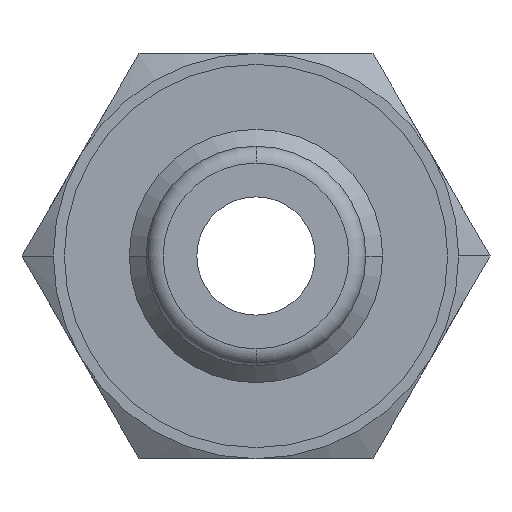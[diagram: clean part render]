
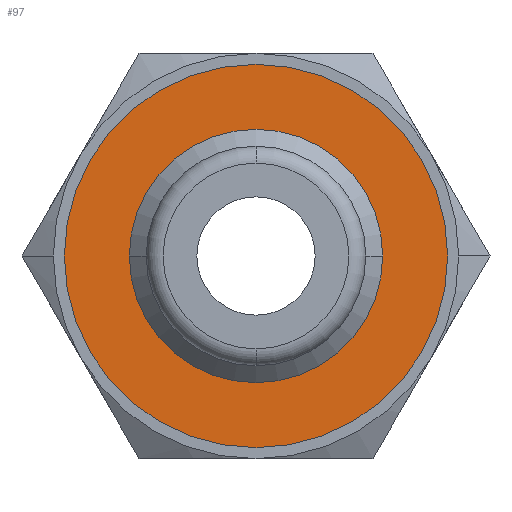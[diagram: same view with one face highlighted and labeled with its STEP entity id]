
A CAD part, front view. The second image highlights one B-rep face of the part: STEP entity #97.
In plain terms, the highlighted planar face has unit normal (0, -1, 0).
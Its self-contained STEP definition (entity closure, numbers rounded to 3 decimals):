
#97=ADVANCED_FACE('',(#233,#234),#235,.T.);
#233=FACE_OUTER_BOUND('',#412,.T.);
#234=FACE_BOUND('',#413,.T.);
#235=PLANE('',#414);
#412=EDGE_LOOP('',(#630,#631));
#413=EDGE_LOOP('',(#632,#633));
#414=AXIS2_PLACEMENT_3D('',#634,#635,#636);
#630=ORIENTED_EDGE('',*,*,#1052,.T.);
#631=ORIENTED_EDGE('',*,*,#1053,.T.);
#632=ORIENTED_EDGE('',*,*,#1054,.F.);
#633=ORIENTED_EDGE('',*,*,#1055,.F.);
#634=CARTESIAN_POINT('',(0.0,21.5,0.0));
#635=DIRECTION('',(0.0,-1.0,0.0));
#636=DIRECTION('',(-1.0,0.0,0.0));
#1052=EDGE_CURVE('',#1249,#1250,#1251,.T.);
#1053=EDGE_CURVE('',#1250,#1249,#1252,.T.);
#1054=EDGE_CURVE('',#1253,#1254,#1255,.T.);
#1055=EDGE_CURVE('',#1254,#1253,#1256,.T.);
#1249=VERTEX_POINT('',#1568);
#1250=VERTEX_POINT('',#1569);
#1251=CIRCLE('',#1570,11.35);
#1252=CIRCLE('',#1571,11.35);
#1253=VERTEX_POINT('',#1572);
#1254=VERTEX_POINT('',#1573);
#1255=CIRCLE('',#1574,7.5);
#1256=CIRCLE('',#1575,7.5);
#1568=CARTESIAN_POINT('',(11.35,21.5,0.0));
#1569=CARTESIAN_POINT('',(-11.35,21.5,0.));
#1570=AXIS2_PLACEMENT_3D('',#2014,#2015,#2016);
#1571=AXIS2_PLACEMENT_3D('',#2017,#2018,#2019);
#1572=CARTESIAN_POINT('',(-7.5,21.5,0.));
#1573=CARTESIAN_POINT('',(7.5,21.5,0.));
#1574=AXIS2_PLACEMENT_3D('',#2020,#2021,#2022);
#1575=AXIS2_PLACEMENT_3D('',#2023,#2024,#2025);
#2014=CARTESIAN_POINT('',(0.0,21.5,0.0));
#2015=DIRECTION('',(0.0,-1.0,0.0));
#2016=DIRECTION('',(1.0,0.0,0.0));
#2017=CARTESIAN_POINT('',(0.0,21.5,0.0));
#2018=DIRECTION('',(0.0,-1.0,0.0));
#2019=DIRECTION('',(1.0,0.0,0.0));
#2020=CARTESIAN_POINT('',(0.0,21.5,0.0));
#2021=DIRECTION('',(0.0,-1.0,0.0));
#2022=DIRECTION('',(1.0,0.0,0.0));
#2023=CARTESIAN_POINT('',(0.0,21.5,0.0));
#2024=DIRECTION('',(0.0,-1.0,0.0));
#2025=DIRECTION('',(1.0,0.0,0.0));
